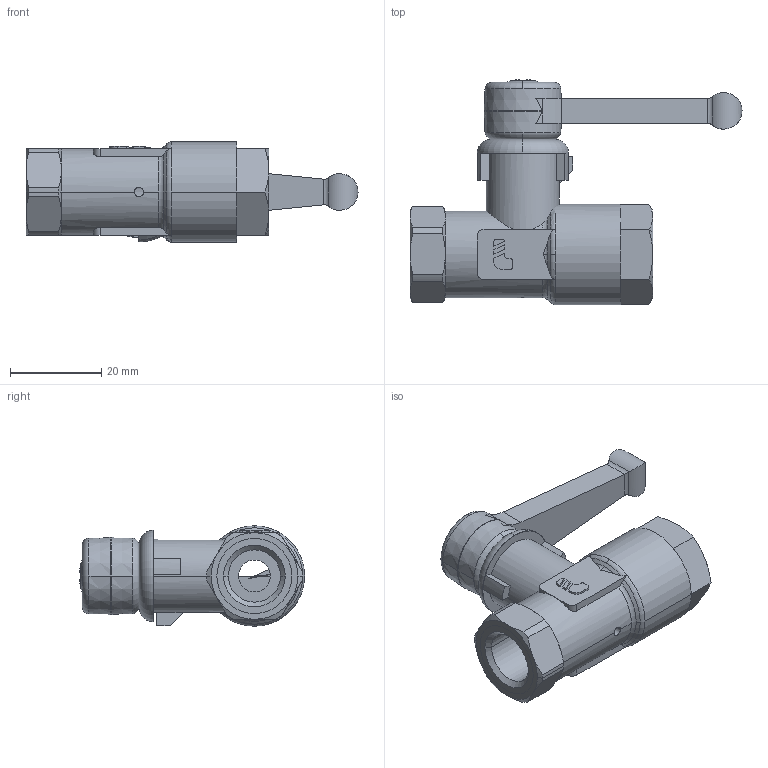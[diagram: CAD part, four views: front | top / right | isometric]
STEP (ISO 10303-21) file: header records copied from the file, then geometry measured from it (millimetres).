
FILE_DESCRIPTION(('STEP AP214'),'1');
FILE_NAME('0469_07_13.stp','2016-07-07T14:23:53',('TraceParts'),('TraceParts S.A.'),'Spatial InterOp 3D',' ',' ');
FILE_SCHEMA(('automotive_design'));
Length unit declared in the file: millimetre
Products named in the file (1): 1
Bounding box: 72.75 x 49.36 x 22 mm (x, y, z)
Volume: 21755.2 mm3; surface area: 8928.3 mm2
Topology: 1 solids, 1 shells, 192 faces, 501 edges, 319 vertices
Faces by surface type: plane 67, cylinder 52, cone 47, torus 25, sphere 1
Entity records: 6668 total; most frequent: CARTESIAN_POINT 1975, DIRECTION 1007, ORIENTED_EDGE 1002, EDGE_CURVE 501, AXIS2_PLACEMENT_3D 411, VERTEX_POINT 319, CIRCLE 214, EDGE_LOOP 204
